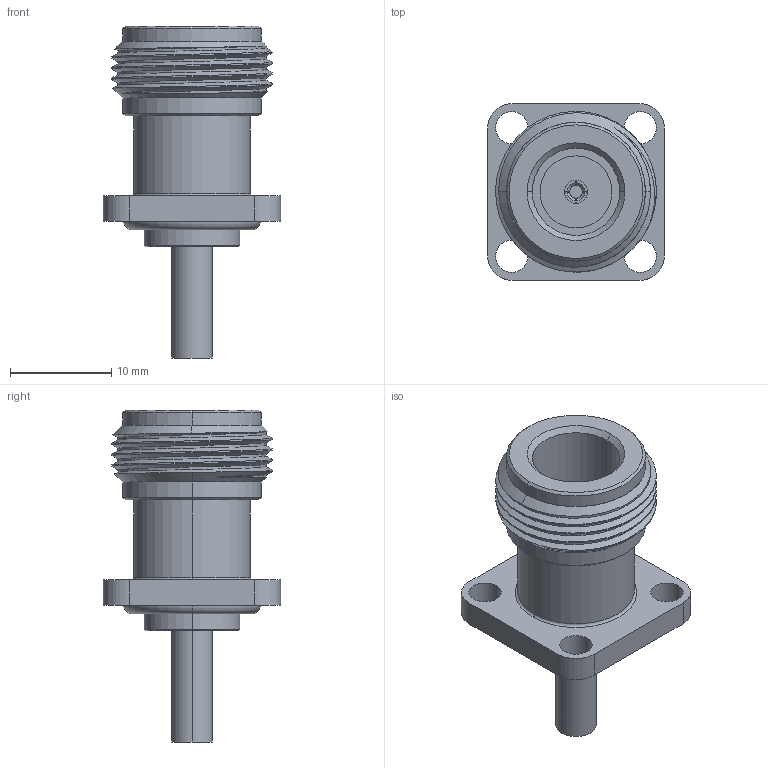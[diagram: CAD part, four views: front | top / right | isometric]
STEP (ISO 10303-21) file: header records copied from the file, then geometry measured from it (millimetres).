
FILE_DESCRIPTION (( 'STEP AP203' ), '1' );
FILE_NAME ('PE45133.step', '2018-12-18T16:12:44', ( '' ), ( '' ), 'SwSTEP 2.0', 'SolidWorks 2017', '' );
FILE_SCHEMA (( 'CONFIG_CONTROL_DESIGN' ));
Length unit declared in the file: inch
Products named in the file (1): PE45133
Bounding box: 17.5 x 17.5 x 32.8 mm (x, y, z)
Volume: 2633.8 mm3; surface area: 2718.8 mm2
Topology: 2 solids, 2 shells, 129 faces, 309 edges, 199 vertices
Faces by surface type: cylinder 62, plane 35, cone 21, torus 8, bspline 3
Entity records: 5204 total; most frequent: CARTESIAN_POINT 2158, DIRECTION 630, ORIENTED_EDGE 618, EDGE_CURVE 309, AXIS2_PLACEMENT_3D 264, VERTEX_POINT 199, EDGE_LOOP 154, CIRCLE 137
